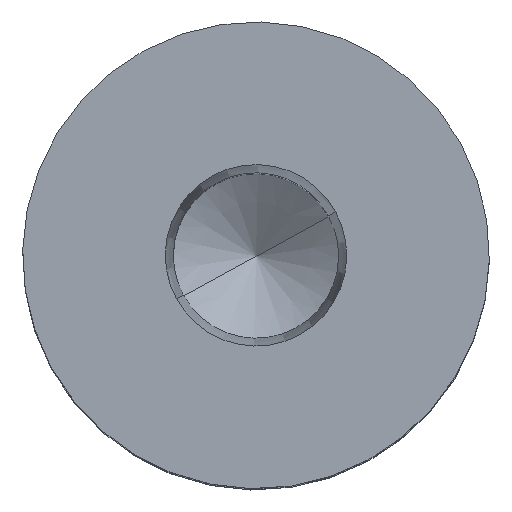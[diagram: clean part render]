
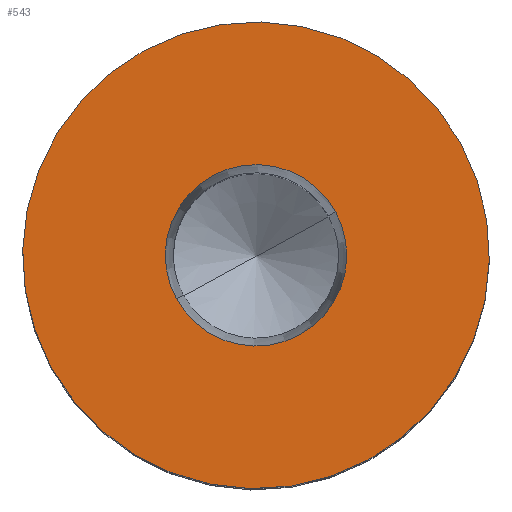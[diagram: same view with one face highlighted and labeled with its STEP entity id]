
A CAD part, top view. The second image highlights one B-rep face of the part: STEP entity #543.
In plain terms, the highlighted planar face has unit normal (0, 0, 1).
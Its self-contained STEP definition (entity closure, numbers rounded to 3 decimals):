
#480=AXIS2_PLACEMENT_3D('Circle Axis2P3D',#478,#479,$) ;
#506=AXIS2_PLACEMENT_3D('Circle Axis2P3D',#504,#505,$) ;
#519=AXIS2_PLACEMENT_3D('Plane Axis2P3D',#516,#517,#518) ;
#527=AXIS2_PLACEMENT_3D('Circle Axis2P3D',#525,#526,$) ;
#536=AXIS2_PLACEMENT_3D('Circle Axis2P3D',#534,#535,$) ;
#478=CARTESIAN_POINT('Axis2P3D Location',(6.35,6.35,36.)) ;
#482=CARTESIAN_POINT('Vertex',(11.923,9.394,36.)) ;
#484=CARTESIAN_POINT('Vertex',(0.777,3.306,36.)) ;
#504=CARTESIAN_POINT('Axis2P3D Location',(6.35,6.35,36.)) ;
#516=CARTESIAN_POINT('Axis2P3D Location',(8.819,6.35,36.)) ;
#525=CARTESIAN_POINT('Axis2P3D Location',(6.35,6.35,36.)) ;
#529=CARTESIAN_POINT('Vertex',(8.517,7.534,36.)) ;
#531=CARTESIAN_POINT('Vertex',(4.183,5.166,36.)) ;
#534=CARTESIAN_POINT('Axis2P3D Location',(6.35,6.35,36.)) ;
#479=DIRECTION('Axis2P3D Direction',(0.,0.,1.)) ;
#505=DIRECTION('Axis2P3D Direction',(0.,0.,1.)) ;
#517=DIRECTION('Axis2P3D Direction',(0.,0.,1.)) ;
#518=DIRECTION('Axis2P3D XDirection',(-1.,0.,0.)) ;
#526=DIRECTION('Axis2P3D Direction',(0.,0.,1.)) ;
#535=DIRECTION('Axis2P3D Direction',(0.,0.,1.)) ;
#522=ORIENTED_EDGE('',*,*,#508,.T.) ;
#523=ORIENTED_EDGE('',*,*,#486,.T.) ;
#540=ORIENTED_EDGE('',*,*,#533,.F.) ;
#541=ORIENTED_EDGE('',*,*,#538,.F.) ;
#542=FACE_BOUND('',#539,.T.) ;
#543=ADVANCED_FACE('KOSF_10MM_100A',(#524,#542),#520,.T.) ;
#481=CIRCLE('generated circle',#480,6.35) ;
#507=CIRCLE('generated circle',#506,6.35) ;
#528=CIRCLE('generated circle',#527,2.469) ;
#537=CIRCLE('generated circle',#536,2.469) ;
#486=EDGE_CURVE('',#483,#485,#481,.T.) ;
#508=EDGE_CURVE('',#485,#483,#507,.T.) ;
#533=EDGE_CURVE('',#530,#532,#528,.T.) ;
#538=EDGE_CURVE('',#532,#530,#537,.T.) ;
#521=EDGE_LOOP('',(#522,#523)) ;
#539=EDGE_LOOP('',(#540,#541)) ;
#524=FACE_OUTER_BOUND('',#521,.T.) ;
#520=PLANE('',#519) ;
#483=VERTEX_POINT('',#482) ;
#485=VERTEX_POINT('',#484) ;
#530=VERTEX_POINT('',#529) ;
#532=VERTEX_POINT('',#531) ;
